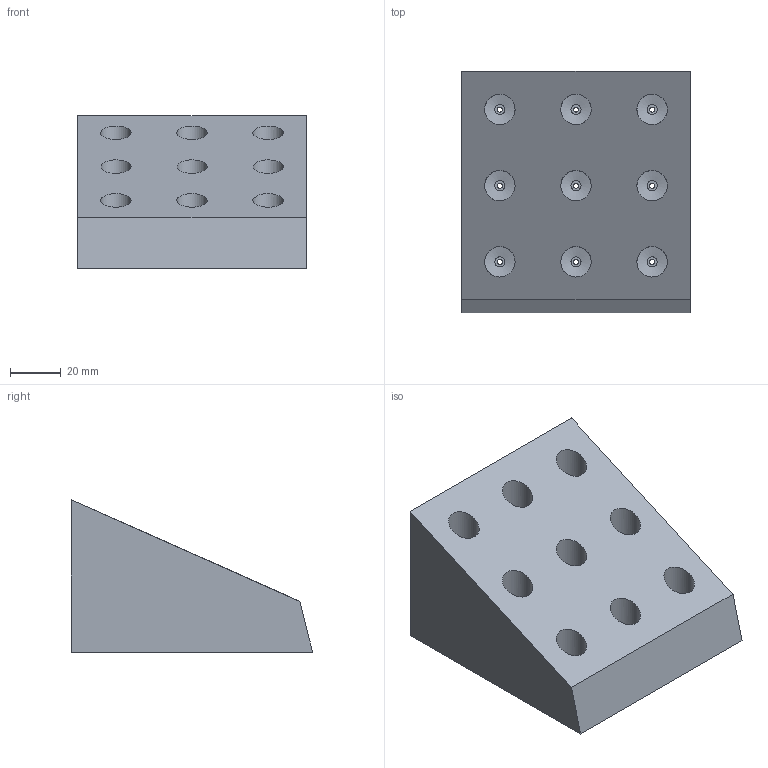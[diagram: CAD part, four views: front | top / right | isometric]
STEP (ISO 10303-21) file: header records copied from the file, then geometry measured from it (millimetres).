
FILE_DESCRIPTION(('FreeCAD Model'),'2;1');
FILE_NAME('Open CASCADE Shape Model','2024-03-16T07:36:43',(''),(''), 'Open CASCADE STEP processor 7.6','FreeCAD','Unknown');
FILE_SCHEMA(('AUTOMOTIVE_DESIGN { 1 0 10303 214 1 1 1 1 }'));
Length unit declared in the file: millimetre
Products named in the file (2): Part; Body
Assembly tree (1 placements, depth 2):
  Part
    Body
Bounding box: 90 x 95 x 60 mm (x, y, z)
Volume: 300188 mm3; surface area: 41684.1 mm2
Topology: 1 solids, 1 shells, 42 faces, 84 edges, 53 vertices
Faces by surface type: cylinder 18, plane 15, cone 9
Full cylindrical faces by diameter (mm): 2 x9, 12 x9
Entity records: 2566 total; most frequent: CARTESIAN_POINT 718, DIRECTION 358, ORIENTED_EDGE 168, PCURVE 168, DEFINITIONAL_REPRESENTATION 168, LINE 162, VECTOR 162, AXIS2_PLACEMENT_3D 89
